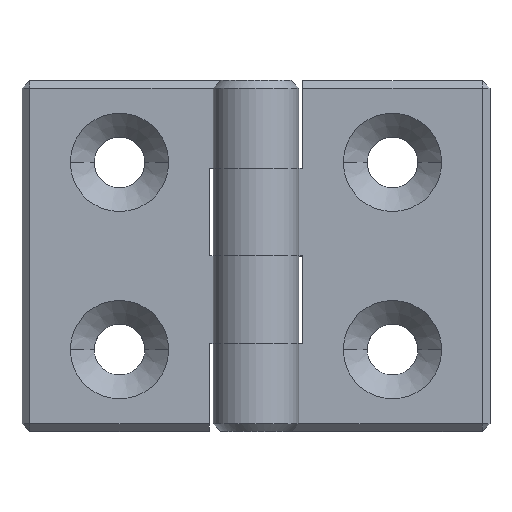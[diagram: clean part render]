
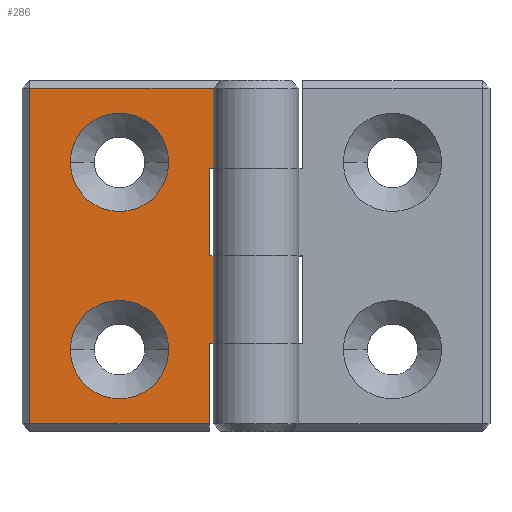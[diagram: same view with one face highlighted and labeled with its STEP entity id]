
A CAD part, top view. The second image highlights one B-rep face of the part: STEP entity #286.
In plain terms, the highlighted planar face has unit normal (0, 0, 1).
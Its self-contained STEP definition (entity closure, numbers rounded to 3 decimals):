
#1 = VECTOR ( 'NONE', #1392, 1000. ) ;
#2 = LINE ( 'NONE', #653, #1272 ) ;
#36 = CARTESIAN_POINT ( 'NONE',  ( -23.8, 12., 0. ) ) ;
#43 = CARTESIAN_POINT ( 'NONE',  ( -5.5, 0., 0. ) ) ;
#51 = LINE ( 'NONE', #58, #2021 ) ;
#52 = DIRECTION ( 'NONE',  ( 0., 0., 1. ) ) ;
#58 = CARTESIAN_POINT ( 'NONE',  ( -6., 22.5, 0. ) ) ;
#65 = EDGE_CURVE ( 'NONE', #1313, #1475, #1615, .T. ) ;
#67 = VERTEX_POINT ( 'NONE', #2057 ) ;
#79 = ORIENTED_EDGE ( 'NONE', *, *, #1043, .F. ) ;
#85 = CARTESIAN_POINT ( 'NONE',  ( -6., -21.5, 0. ) ) ;
#97 = LINE ( 'NONE', #2013, #1385 ) ;
#117 = VECTOR ( 'NONE', #1033, 1000. ) ;
#129 = DIRECTION ( 'NONE',  ( 0., -1., 0. ) ) ;
#169 = ORIENTED_EDGE ( 'NONE', *, *, #2068, .T. ) ;
#205 = VECTOR ( 'NONE', #1743, 1000. ) ;
#275 = DIRECTION ( 'NONE',  ( -1., 0., 0. ) ) ;
#286 = ADVANCED_FACE ( 'NONE', ( #1555, #2019, #1208 ), #1542, .F. ) ;
#302 = AXIS2_PLACEMENT_3D ( 'NONE', #831, #52, #491 ) ;
#316 = ORIENTED_EDGE ( 'NONE', *, *, #402, .T. ) ;
#369 = CARTESIAN_POINT ( 'NONE',  ( -5.5, 11.25, 0. ) ) ;
#402 = EDGE_CURVE ( 'NONE', #1158, #1768, #51, .T. ) ;
#406 = VECTOR ( 'NONE', #1060, 1000. ) ;
#408 = LINE ( 'NONE', #2014, #513 ) ;
#421 = VERTEX_POINT ( 'NONE', #835 ) ;
#439 = VERTEX_POINT ( 'NONE', #652 ) ;
#449 = ORIENTED_EDGE ( 'NONE', *, *, #1695, .T. ) ;
#491 = DIRECTION ( 'NONE',  ( 1., 0., 0. ) ) ;
#512 = EDGE_LOOP ( 'NONE', ( #169, #1497, #316, #1294, #1973, #449, #664, #1054, #862, #705 ) ) ;
#513 = VECTOR ( 'NONE', #1853, 1000. ) ;
#543 = DIRECTION ( 'NONE',  ( 0., 1., 0. ) ) ;
#567 = VERTEX_POINT ( 'NONE', #43 ) ;
#571 = EDGE_CURVE ( 'NONE', #1768, #1127, #849, .T. ) ;
#598 = LINE ( 'NONE', #1732, #1 ) ;
#631 = CARTESIAN_POINT ( 'NONE',  ( -30., -21.5, 0. ) ) ;
#652 = CARTESIAN_POINT ( 'NONE',  ( -29., 21.5, 0. ) ) ;
#653 = CARTESIAN_POINT ( 'NONE',  ( -5.5, 22.5, 0. ) ) ;
#664 = ORIENTED_EDGE ( 'NONE', *, *, #2065, .T. ) ;
#668 = DIRECTION ( 'NONE',  ( 0., 0., 1. ) ) ;
#678 = VERTEX_POINT ( 'NONE', #699 ) ;
#699 = CARTESIAN_POINT ( 'NONE',  ( -11.2, -12., 0. ) ) ;
#705 = ORIENTED_EDGE ( 'NONE', *, *, #726, .T. ) ;
#726 = EDGE_CURVE ( 'NONE', #1814, #439, #1041, .T. ) ;
#733 = DIRECTION ( 'NONE',  ( 0., 1., 0. ) ) ;
#742 = VECTOR ( 'NONE', #1485, 1000. ) ;
#767 = CARTESIAN_POINT ( 'NONE',  ( -5.5, 21.5, 0. ) ) ;
#818 = CARTESIAN_POINT ( 'NONE',  ( -30., 11.25, 0. ) ) ;
#831 = CARTESIAN_POINT ( 'NONE',  ( -17.5, -12., 0. ) ) ;
#835 = CARTESIAN_POINT ( 'NONE',  ( -11.2, 12., 0. ) ) ;
#847 = CARTESIAN_POINT ( 'NONE',  ( -5.5, -11.25, 0. ) ) ;
#849 = LINE ( 'NONE', #1187, #742 ) ;
#856 = VERTEX_POINT ( 'NONE', #1681 ) ;
#857 = CIRCLE ( 'NONE', #1113, 6.3 ) ;
#862 = ORIENTED_EDGE ( 'NONE', *, *, #1387, .F. ) ;
#893 = CARTESIAN_POINT ( 'NONE',  ( -6., 11.25, 0. ) ) ;
#903 = CARTESIAN_POINT ( 'NONE',  ( -30., 22.5, 0. ) ) ;
#923 = ORIENTED_EDGE ( 'NONE', *, *, #1533, .F. ) ;
#929 = EDGE_CURVE ( 'NONE', #567, #1127, #2, .T. ) ;
#957 = EDGE_CURVE ( 'NONE', #1802, #1158, #1279, .T. ) ;
#988 = CIRCLE ( 'NONE', #1662, 6.3 ) ;
#1033 = DIRECTION ( 'NONE',  ( 0., -1., 0. ) ) ;
#1041 = LINE ( 'NONE', #1207, #406 ) ;
#1043 = EDGE_CURVE ( 'NONE', #856, #678, #1375, .T. ) ;
#1054 = ORIENTED_EDGE ( 'NONE', *, *, #65, .T. ) ;
#1057 = DIRECTION ( 'NONE',  ( 1., 0., 0. ) ) ;
#1060 = DIRECTION ( 'NONE',  ( -1., 0., 0. ) ) ;
#1095 = CARTESIAN_POINT ( 'NONE',  ( -17.5, 12., 0. ) ) ;
#1113 = AXIS2_PLACEMENT_3D ( 'NONE', #1095, #2050, #2041 ) ;
#1127 = VERTEX_POINT ( 'NONE', #847 ) ;
#1158 = VERTEX_POINT ( 'NONE', #85 ) ;
#1183 = AXIS2_PLACEMENT_3D ( 'NONE', #1369, #1843, #1057 ) ;
#1187 = CARTESIAN_POINT ( 'NONE',  ( -30., -11.25, 0. ) ) ;
#1199 = CARTESIAN_POINT ( 'NONE',  ( -29., 22.5, 0. ) ) ;
#1207 = CARTESIAN_POINT ( 'NONE',  ( -30., 21.5, 0. ) ) ;
#1208 = FACE_OUTER_BOUND ( 'NONE', #512, .T. ) ;
#1230 = DIRECTION ( 'NONE',  ( 0., 0., -1. ) ) ;
#1272 = VECTOR ( 'NONE', #129, 1000. ) ;
#1275 = CARTESIAN_POINT ( 'NONE',  ( -29., -21.5, 0. ) ) ;
#1279 = LINE ( 'NONE', #631, #205 ) ;
#1291 = DIRECTION ( 'NONE',  ( 1., 0., 0. ) ) ;
#1294 = ORIENTED_EDGE ( 'NONE', *, *, #571, .T. ) ;
#1313 = VERTEX_POINT ( 'NONE', #893 ) ;
#1333 = LINE ( 'NONE', #1199, #117 ) ;
#1369 = CARTESIAN_POINT ( 'NONE',  ( -17.5, -12., 0. ) ) ;
#1375 = CIRCLE ( 'NONE', #302, 6.3 ) ;
#1385 = VECTOR ( 'NONE', #733, 1000. ) ;
#1387 = EDGE_CURVE ( 'NONE', #1814, #1475, #598, .T. ) ;
#1392 = DIRECTION ( 'NONE',  ( 0., -1., 0. ) ) ;
#1423 = CARTESIAN_POINT ( 'NONE',  ( -6., -11.25, 0. ) ) ;
#1454 = DIRECTION ( 'NONE',  ( 1., 0., 0. ) ) ;
#1471 = VERTEX_POINT ( 'NONE', #36 ) ;
#1475 = VERTEX_POINT ( 'NONE', #369 ) ;
#1485 = DIRECTION ( 'NONE',  ( 1., 0., 0. ) ) ;
#1491 = CARTESIAN_POINT ( 'NONE',  ( -17.5, 12., 0. ) ) ;
#1497 = ORIENTED_EDGE ( 'NONE', *, *, #957, .T. ) ;
#1533 = EDGE_CURVE ( 'NONE', #1471, #421, #988, .T. ) ;
#1542 = PLANE ( 'NONE',  #1996 ) ;
#1555 = FACE_BOUND ( 'NONE', #1781, .T. ) ;
#1585 = VECTOR ( 'NONE', #1454, 1000. ) ;
#1610 = ORIENTED_EDGE ( 'NONE', *, *, #1729, .F. ) ;
#1615 = LINE ( 'NONE', #818, #1585 ) ;
#1616 = EDGE_CURVE ( 'NONE', #678, #856, #2030, .T. ) ;
#1662 = AXIS2_PLACEMENT_3D ( 'NONE', #1491, #668, #1291 ) ;
#1681 = CARTESIAN_POINT ( 'NONE',  ( -23.8, -12., 0. ) ) ;
#1693 = ORIENTED_EDGE ( 'NONE', *, *, #1616, .F. ) ;
#1695 = EDGE_CURVE ( 'NONE', #567, #67, #408, .T. ) ;
#1729 = EDGE_CURVE ( 'NONE', #421, #1471, #857, .T. ) ;
#1732 = CARTESIAN_POINT ( 'NONE',  ( -5.5, 22.5, 0. ) ) ;
#1743 = DIRECTION ( 'NONE',  ( 1., 0., 0. ) ) ;
#1768 = VERTEX_POINT ( 'NONE', #1423 ) ;
#1781 = EDGE_LOOP ( 'NONE', ( #1610, #923 ) ) ;
#1802 = VERTEX_POINT ( 'NONE', #1275 ) ;
#1814 = VERTEX_POINT ( 'NONE', #767 ) ;
#1822 = EDGE_LOOP ( 'NONE', ( #1693, #79 ) ) ;
#1843 = DIRECTION ( 'NONE',  ( 0., 0., 1. ) ) ;
#1853 = DIRECTION ( 'NONE',  ( -1., 0., 0. ) ) ;
#1973 = ORIENTED_EDGE ( 'NONE', *, *, #929, .F. ) ;
#1996 = AXIS2_PLACEMENT_3D ( 'NONE', #903, #1230, #275 ) ;
#2013 = CARTESIAN_POINT ( 'NONE',  ( -6., 22.5, 0. ) ) ;
#2014 = CARTESIAN_POINT ( 'NONE',  ( -30., 0., 0. ) ) ;
#2019 = FACE_BOUND ( 'NONE', #1822, .T. ) ;
#2021 = VECTOR ( 'NONE', #543, 1000. ) ;
#2030 = CIRCLE ( 'NONE', #1183, 6.3 ) ;
#2041 = DIRECTION ( 'NONE',  ( 1., 0., 0. ) ) ;
#2050 = DIRECTION ( 'NONE',  ( 0., 0., 1. ) ) ;
#2057 = CARTESIAN_POINT ( 'NONE',  ( -6., 0., 0. ) ) ;
#2065 = EDGE_CURVE ( 'NONE', #67, #1313, #97, .T. ) ;
#2068 = EDGE_CURVE ( 'NONE', #439, #1802, #1333, .T. ) ;
